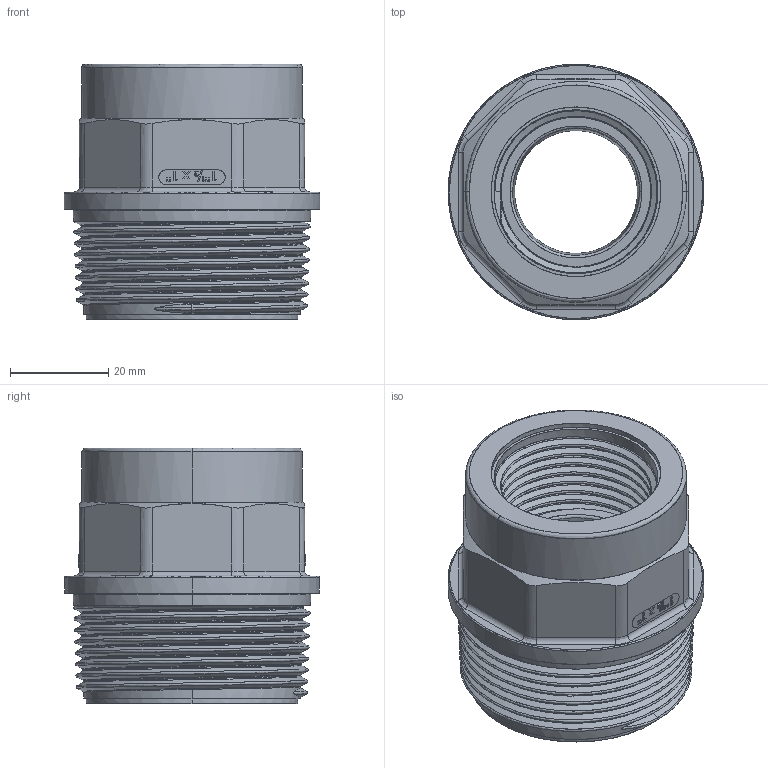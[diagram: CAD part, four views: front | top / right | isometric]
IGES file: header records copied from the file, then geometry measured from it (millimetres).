
Start section: SolidWorks IGES file using NURBS representation for surfaces
Global section: file name: 01 01 1006 013.IGS; native system: SolidWorks 2016; preprocessor: SolidWorks 2016; author: Fabio; date: 160909.161117; units: millimetre
Bounding box: 52 x 52 x 52 mm (x, y, z)
Surface area: 18256.3 mm2 (no closed solid volume)
Topology: 0 solids, 0 shells, 263 faces, 6800 edges, 6800 vertices
Faces by surface type: bspline 263
